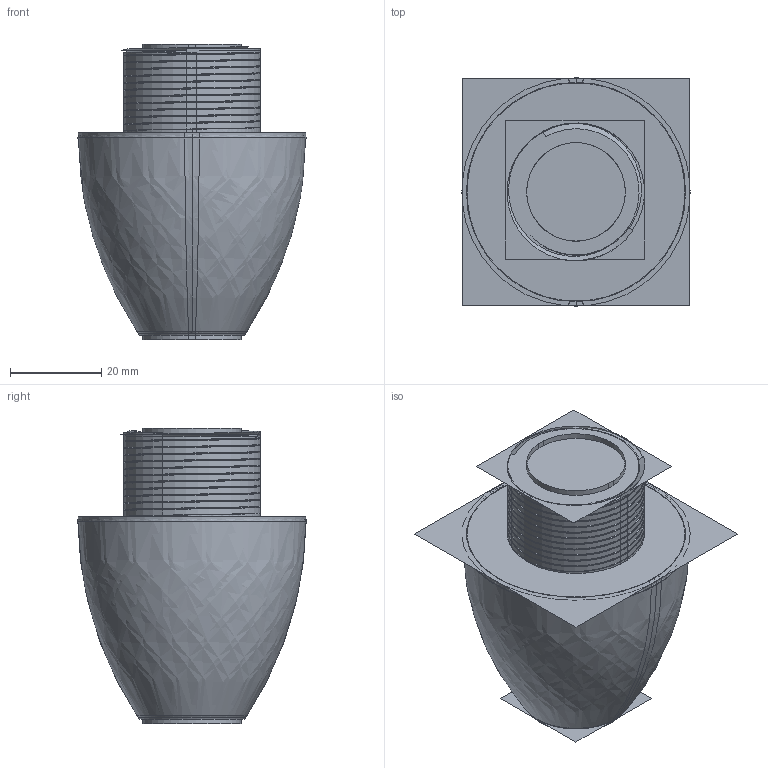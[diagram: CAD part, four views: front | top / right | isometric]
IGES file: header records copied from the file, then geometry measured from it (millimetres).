
Start section:  PTC IGES file: 190622.igs
Global section: file name: 190622.igs; native system: Creo Parametric by Parametric Technology Corporation; preprocessor: 2013230; author: pdmadmin; organization: Unknown; date: 20160303.114610; units: millimetre
Bounding box: 49.99 x 49.99 x 64.58 mm (x, y, z)
Volume: 51929.6 mm3; surface area: 156336.6 mm2
Topology: 1 solids, 1 shells, 166 faces, 888 edges, 1145 vertices
Faces by surface type: revolution 118, bspline 48
